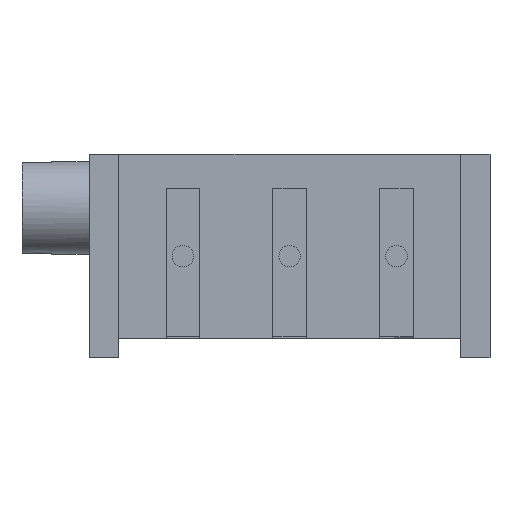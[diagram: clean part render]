
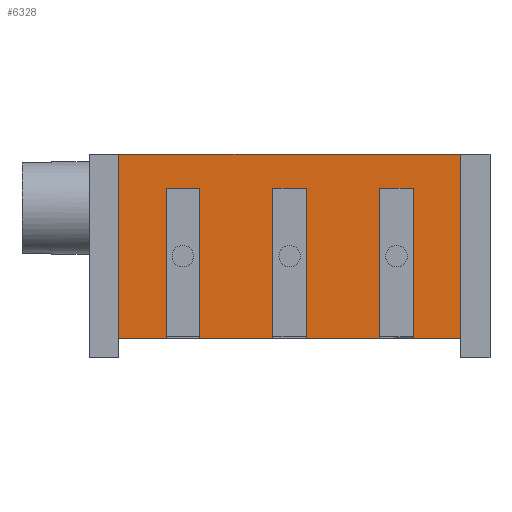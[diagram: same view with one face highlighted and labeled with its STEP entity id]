
A CAD part, front view. The second image highlights one B-rep face of the part: STEP entity #6328.
In plain terms, the highlighted planar face has unit normal (0, -1, 0).
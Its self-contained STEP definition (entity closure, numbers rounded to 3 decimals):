
#32 = CARTESIAN_POINT ( 'NONE',  ( 2.94, 0.7, 2.415 ) ) ;
#116 = LINE ( 'NONE', #5747, #4092 ) ;
#753 = LINE ( 'NONE', #10396, #4729 ) ;
#896 = VECTOR ( 'NONE', #13928, 1000. ) ;
#1069 = CARTESIAN_POINT ( 'NONE',  ( 0.4, 0.7, 2.415 ) ) ;
#1323 = VERTEX_POINT ( 'NONE', #4249 ) ;
#1352 = VERTEX_POINT ( 'NONE', #12536 ) ;
#1419 = ORIENTED_EDGE ( 'NONE', *, *, #17672, .F. ) ;
#1824 = CARTESIAN_POINT ( 'NONE',  ( -2.94, 0.7, -1.955 ) ) ;
#2101 = PLANE ( 'NONE',  #15897 ) ;
#2348 = CARTESIAN_POINT ( 'NONE',  ( 4.065, 0.7, 2.415 ) ) ;
#2422 = EDGE_CURVE ( 'NONE', #16065, #4063, #116, .T. ) ;
#2527 = EDGE_CURVE ( 'NONE', #1352, #18305, #8293, .T. ) ;
#2921 = EDGE_CURVE ( 'NONE', #3895, #18386, #18003, .T. ) ;
#2937 = CARTESIAN_POINT ( 'NONE',  ( -4.065, 0.7, 2.415 ) ) ;
#3412 = DIRECTION ( 'NONE',  ( 0., 0., 1. ) ) ;
#3472 = CARTESIAN_POINT ( 'NONE',  ( 0., 0.7, -1.955 ) ) ;
#3523 = VERTEX_POINT ( 'NONE', #18595 ) ;
#3895 = VERTEX_POINT ( 'NONE', #18061 ) ;
#3960 = LINE ( 'NONE', #6046, #15037 ) ;
#4009 = VECTOR ( 'NONE', #13096, 1000. ) ;
#4012 = ORIENTED_EDGE ( 'NONE', *, *, #8905, .F. ) ;
#4063 = VERTEX_POINT ( 'NONE', #16284 ) ;
#4092 = VECTOR ( 'NONE', #14758, 1000. ) ;
#4249 = CARTESIAN_POINT ( 'NONE',  ( 0.4, 0.7, 1.615 ) ) ;
#4347 = ORIENTED_EDGE ( 'NONE', *, *, #10043, .T. ) ;
#4399 = VECTOR ( 'NONE', #9385, 1000. ) ;
#4609 = ORIENTED_EDGE ( 'NONE', *, *, #19031, .F. ) ;
#4669 = LINE ( 'NONE', #15501, #8660 ) ;
#4729 = VECTOR ( 'NONE', #11866, 1000. ) ;
#4823 = VERTEX_POINT ( 'NONE', #17729 ) ;
#5250 = FACE_OUTER_BOUND ( 'NONE', #15558, .T. ) ;
#5342 = ORIENTED_EDGE ( 'NONE', *, *, #11964, .T. ) ;
#5369 = DIRECTION ( 'NONE',  ( 0., 0., -1. ) ) ;
#5599 = DIRECTION ( 'NONE',  ( 0., 0., -1. ) ) ;
#5652 = VECTOR ( 'NONE', #15308, 1000. ) ;
#5747 = CARTESIAN_POINT ( 'NONE',  ( -2.14, 0.7, 2.415 ) ) ;
#5907 = LINE ( 'NONE', #11515, #15557 ) ;
#6046 = CARTESIAN_POINT ( 'NONE',  ( 0., 0.7, -1.955 ) ) ;
#6096 = VERTEX_POINT ( 'NONE', #13400 ) ;
#6305 = EDGE_CURVE ( 'NONE', #14248, #16065, #11125, .T. ) ;
#6328 = ADVANCED_FACE ( 'NONE', ( #5250 ), #2101, .F. ) ;
#6447 = VERTEX_POINT ( 'NONE', #10630 ) ;
#7062 = VERTEX_POINT ( 'NONE', #9945 ) ;
#7540 = DIRECTION ( 'NONE',  ( 1., 0., 0. ) ) ;
#7862 = CARTESIAN_POINT ( 'NONE',  ( 4.065, 0.7, 1.615 ) ) ;
#7961 = ORIENTED_EDGE ( 'NONE', *, *, #9535, .F. ) ;
#8010 = CARTESIAN_POINT ( 'NONE',  ( -2.14, 0.7, -1.955 ) ) ;
#8028 = DIRECTION ( 'NONE',  ( -1., 0., 0. ) ) ;
#8144 = CARTESIAN_POINT ( 'NONE',  ( 4.065, 0.7, 2.415 ) ) ;
#8226 = VERTEX_POINT ( 'NONE', #1824 ) ;
#8260 = EDGE_CURVE ( 'NONE', #11683, #4823, #16452, .T. ) ;
#8293 = LINE ( 'NONE', #32, #16375 ) ;
#8660 = VECTOR ( 'NONE', #8028, 1000. ) ;
#8905 = EDGE_CURVE ( 'NONE', #6447, #3523, #9178, .T. ) ;
#8991 = DIRECTION ( 'NONE',  ( 0., 0., 1. ) ) ;
#9178 = LINE ( 'NONE', #14049, #12723 ) ;
#9349 = EDGE_CURVE ( 'NONE', #18386, #11683, #17677, .T. ) ;
#9385 = DIRECTION ( 'NONE',  ( 0., 0., -1. ) ) ;
#9393 = LINE ( 'NONE', #1069, #4009 ) ;
#9535 = EDGE_CURVE ( 'NONE', #7062, #14248, #13620, .T. ) ;
#9583 = VECTOR ( 'NONE', #5369, 1000. ) ;
#9650 = DIRECTION ( 'NONE',  ( 0., 0., 1. ) ) ;
#9945 = CARTESIAN_POINT ( 'NONE',  ( -0.4, 0.7, 1.615 ) ) ;
#9986 = EDGE_CURVE ( 'NONE', #17514, #8226, #15976, .T. ) ;
#10043 = EDGE_CURVE ( 'NONE', #3895, #8226, #10517, .T. ) ;
#10056 = CARTESIAN_POINT ( 'NONE',  ( -2.94, 0.7, 1.615 ) ) ;
#10396 = CARTESIAN_POINT ( 'NONE',  ( 4.065, 0.7, 1.615 ) ) ;
#10439 = VECTOR ( 'NONE', #3412, 1000. ) ;
#10517 = LINE ( 'NONE', #3472, #18553 ) ;
#10630 = CARTESIAN_POINT ( 'NONE',  ( 2.14, 0.7, -1.955 ) ) ;
#10669 = VECTOR ( 'NONE', #11009, 1000. ) ;
#10930 = CARTESIAN_POINT ( 'NONE',  ( -4.065, 0.7, 2.415 ) ) ;
#11009 = DIRECTION ( 'NONE',  ( -1., 0., 0. ) ) ;
#11125 = LINE ( 'NONE', #13954, #10669 ) ;
#11152 = LINE ( 'NONE', #7862, #19222 ) ;
#11515 = CARTESIAN_POINT ( 'NONE',  ( 2.14, 0.7, 2.415 ) ) ;
#11683 = VERTEX_POINT ( 'NONE', #2348 ) ;
#11866 = DIRECTION ( 'NONE',  ( -1., 0., 0. ) ) ;
#11964 = EDGE_CURVE ( 'NONE', #1352, #4823, #3960, .T. ) ;
#12427 = CARTESIAN_POINT ( 'NONE',  ( 4.065, 0.7, 2.415 ) ) ;
#12536 = CARTESIAN_POINT ( 'NONE',  ( 2.94, 0.7, -1.955 ) ) ;
#12723 = VECTOR ( 'NONE', #18631, 1000. ) ;
#12836 = ORIENTED_EDGE ( 'NONE', *, *, #17682, .F. ) ;
#12854 = CARTESIAN_POINT ( 'NONE',  ( -0.4, 0.7, 2.415 ) ) ;
#13096 = DIRECTION ( 'NONE',  ( 0., 0., 1. ) ) ;
#13400 = CARTESIAN_POINT ( 'NONE',  ( 2.14, 0.7, 1.615 ) ) ;
#13620 = LINE ( 'NONE', #12854, #9583 ) ;
#13841 = CARTESIAN_POINT ( 'NONE',  ( 4.765, 0.7, 2.415 ) ) ;
#13861 = CARTESIAN_POINT ( 'NONE',  ( -0.4, 0.7, -1.955 ) ) ;
#13896 = ORIENTED_EDGE ( 'NONE', *, *, #14861, .F. ) ;
#13928 = DIRECTION ( 'NONE',  ( 0., 0., -1. ) ) ;
#13945 = ORIENTED_EDGE ( 'NONE', *, *, #14034, .F. ) ;
#13954 = CARTESIAN_POINT ( 'NONE',  ( 4.065, 0.7, -1.955 ) ) ;
#14005 = DIRECTION ( 'NONE',  ( 1., 0., 0. ) ) ;
#14034 = EDGE_CURVE ( 'NONE', #18305, #6096, #753, .T. ) ;
#14049 = CARTESIAN_POINT ( 'NONE',  ( 4.065, 0.7, -1.955 ) ) ;
#14248 = VERTEX_POINT ( 'NONE', #13861 ) ;
#14758 = DIRECTION ( 'NONE',  ( 0., 0., 1. ) ) ;
#14861 = EDGE_CURVE ( 'NONE', #1323, #7062, #4669, .T. ) ;
#14911 = ORIENTED_EDGE ( 'NONE', *, *, #2527, .F. ) ;
#14986 = ORIENTED_EDGE ( 'NONE', *, *, #6305, .F. ) ;
#15037 = VECTOR ( 'NONE', #7540, 1000. ) ;
#15055 = ORIENTED_EDGE ( 'NONE', *, *, #9986, .F. ) ;
#15254 = ORIENTED_EDGE ( 'NONE', *, *, #2422, .F. ) ;
#15308 = DIRECTION ( 'NONE',  ( 1., 0., 0. ) ) ;
#15501 = CARTESIAN_POINT ( 'NONE',  ( 4.065, 0.7, 1.615 ) ) ;
#15557 = VECTOR ( 'NONE', #5599, 1000. ) ;
#15558 = EDGE_LOOP ( 'NONE', ( #4012, #12836, #13945, #14911, #5342, #15765, #15936, #17455, #4347, #15055, #4609, #15254, #14986, #7961, #13896, #1419 ) ) ;
#15765 = ORIENTED_EDGE ( 'NONE', *, *, #8260, .F. ) ;
#15897 = AXIS2_PLACEMENT_3D ( 'NONE', #8144, #18734, #9650 ) ;
#15936 = ORIENTED_EDGE ( 'NONE', *, *, #9349, .F. ) ;
#15976 = LINE ( 'NONE', #18452, #4399 ) ;
#16065 = VERTEX_POINT ( 'NONE', #8010 ) ;
#16284 = CARTESIAN_POINT ( 'NONE',  ( -2.14, 0.7, 1.615 ) ) ;
#16375 = VECTOR ( 'NONE', #8991, 1000. ) ;
#16452 = LINE ( 'NONE', #12427, #896 ) ;
#16871 = DIRECTION ( 'NONE',  ( -1., 0., 0. ) ) ;
#17455 = ORIENTED_EDGE ( 'NONE', *, *, #2921, .F. ) ;
#17514 = VERTEX_POINT ( 'NONE', #10056 ) ;
#17672 = EDGE_CURVE ( 'NONE', #3523, #1323, #9393, .T. ) ;
#17677 = LINE ( 'NONE', #13841, #5652 ) ;
#17682 = EDGE_CURVE ( 'NONE', #6096, #6447, #5907, .T. ) ;
#17729 = CARTESIAN_POINT ( 'NONE',  ( 4.065, 0.7, -1.955 ) ) ;
#18003 = LINE ( 'NONE', #10930, #10439 ) ;
#18061 = CARTESIAN_POINT ( 'NONE',  ( -4.065, 0.7, -1.955 ) ) ;
#18305 = VERTEX_POINT ( 'NONE', #19349 ) ;
#18386 = VERTEX_POINT ( 'NONE', #2937 ) ;
#18452 = CARTESIAN_POINT ( 'NONE',  ( -2.94, 0.7, 2.415 ) ) ;
#18553 = VECTOR ( 'NONE', #14005, 1000. ) ;
#18595 = CARTESIAN_POINT ( 'NONE',  ( 0.4, 0.7, -1.955 ) ) ;
#18631 = DIRECTION ( 'NONE',  ( -1., 0., 0. ) ) ;
#18734 = DIRECTION ( 'NONE',  ( 0., 1., 0. ) ) ;
#19031 = EDGE_CURVE ( 'NONE', #4063, #17514, #11152, .T. ) ;
#19222 = VECTOR ( 'NONE', #16871, 1000. ) ;
#19349 = CARTESIAN_POINT ( 'NONE',  ( 2.94, 0.7, 1.615 ) ) ;
